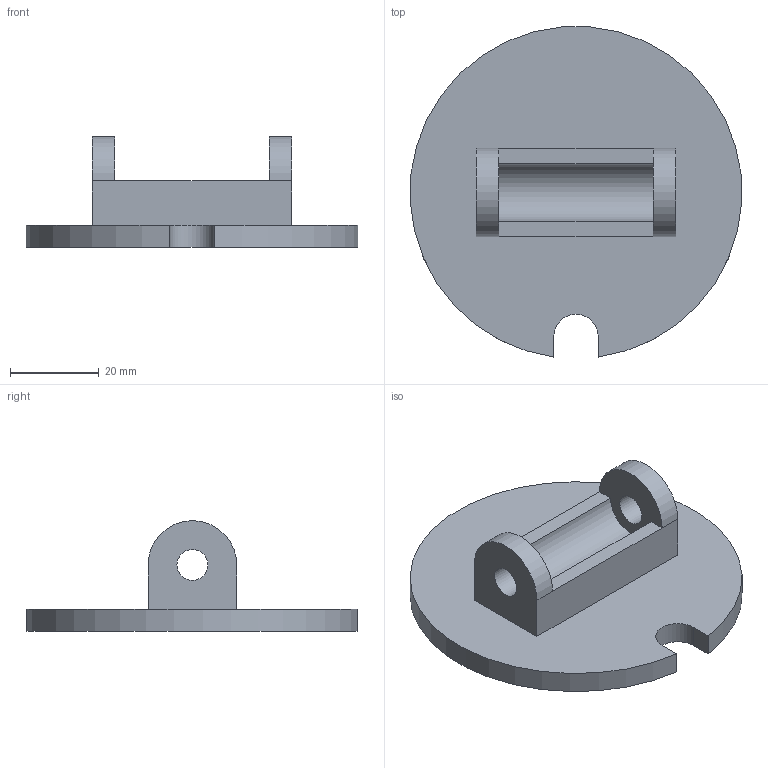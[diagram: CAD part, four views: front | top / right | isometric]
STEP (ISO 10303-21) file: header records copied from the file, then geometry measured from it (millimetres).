
FILE_DESCRIPTION(/* description */ (''),/* implementation_level */ '2;1');
FILE_NAME(/* name */ 'DHECbottomlockcapv2 v5.stp',/* time_stamp */ '2021-05-04T16:28:29-04:00',/* author */ (''),/* organization */ (''),/* preprocessor_version */ 'ST-DEVELOPER v18.1',/* originating_system */ 'Autodesk Translation Framework v10.6.0.1341',/* authorisation */ '');
FILE_SCHEMA (('AUTOMOTIVE_DESIGN { 1 0 10303 214 3 1 1 }'));
Length unit declared in the file: millimetre
Products named in the file (1): DHEC_bottom_lock_cap_v2
Bounding box: 74.86 x 74.53 x 25 mm (x, y, z)
Volume: 29511.7 mm3; surface area: 12413.5 mm2
Topology: 1 solids, 1 shells, 19 faces, 44 edges, 28 vertices
Faces by surface type: plane 12, cylinder 7
Full cylindrical faces by diameter (mm): 7 x2
Entity records: 581 total; most frequent: DIRECTION 98, CARTESIAN_POINT 92, ORIENTED_EDGE 88, EDGE_CURVE 44, AXIS2_PLACEMENT_3D 34, LINE 30, VECTOR 30, VERTEX_POINT 28
